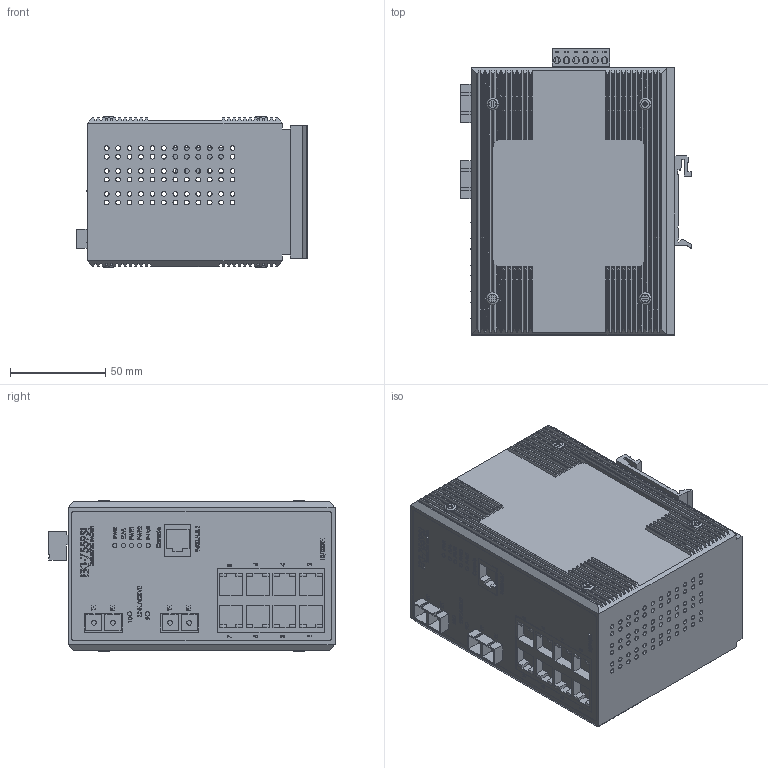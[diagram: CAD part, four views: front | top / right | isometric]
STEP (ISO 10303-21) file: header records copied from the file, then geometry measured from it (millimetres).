
FILE_DESCRIPTION (( 'STEP AP203' ), '1' );
FILE_NAME ('EKI-7559SI.STEP', '2008-04-17T02:27:55', ( 'Bryan Andersen' ), ( 'Andersen Professional 3-D Modeling' ), 'SwSTEP 2.0', 'SolidWorks 2007', '' );
FILE_SCHEMA (( 'CONFIG_CONTROL_DESIGN' ));
Products named in the file (1): EKI-7559SI
Bounding box: 120.95 x 150 x 79 mm (x, y, z)
Volume: 1087002.8 mm3; surface area: 169619.1 mm2
Topology: 1 solids, 1 shells, 2547 faces, 6969 edges, 4610 vertices
Faces by surface type: plane 1566, bspline 487, cylinder 422, cone 50, torus 22
Entity records: 106204 total; most frequent: CARTESIAN_POINT 44938, ORIENTED_EDGE 13938, DIRECTION 10431, EDGE_CURVE 6969, VECTOR 4849, LINE 4849, VERTEX_POINT 4610, EDGE_LOOP 2903
